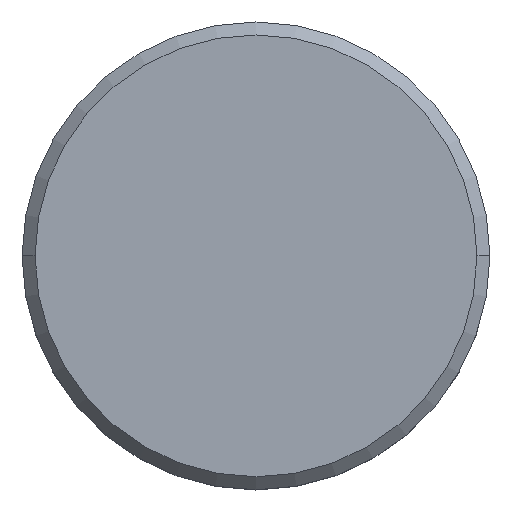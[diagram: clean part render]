
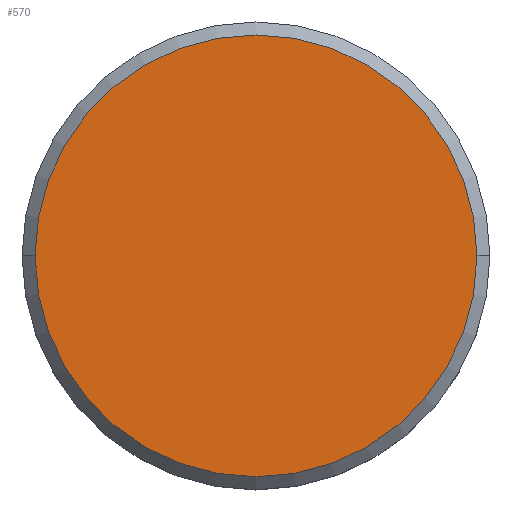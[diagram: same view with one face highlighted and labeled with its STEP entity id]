
A CAD part, top view. The second image highlights one B-rep face of the part: STEP entity #570.
In plain terms, the highlighted planar face has unit normal (0, 0, 1).
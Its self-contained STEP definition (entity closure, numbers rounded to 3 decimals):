
#54 = VERTEX_POINT ( 'NONE', #681 ) ;
#138 = CARTESIAN_POINT ( 'NONE',  ( -8.5, 0., 0. ) ) ;
#170 = DIRECTION ( 'NONE',  ( 0., 0., 1. ) ) ;
#243 = VERTEX_POINT ( 'NONE', #138 ) ;
#257 = DIRECTION ( 'NONE',  ( 1., 0., 0. ) ) ;
#316 = EDGE_LOOP ( 'NONE', ( #903, #383 ) ) ;
#331 = EDGE_CURVE ( 'NONE', #54, #243, #515, .T. ) ;
#383 = ORIENTED_EDGE ( 'NONE', *, *, #331, .T. ) ;
#389 = EDGE_CURVE ( 'NONE', #243, #54, #1026, .T. ) ;
#403 = DIRECTION ( 'NONE',  ( 1., 0., 0. ) ) ;
#420 = DIRECTION ( 'NONE',  ( 0., 0., 1. ) ) ;
#490 = CARTESIAN_POINT ( 'NONE',  ( 0., 0., 0. ) ) ;
#507 = DIRECTION ( 'NONE',  ( 0., 0., 1. ) ) ;
#515 = CIRCLE ( 'NONE', #758, 8.5 ) ;
#570 = ADVANCED_FACE ( 'NONE', ( #915 ), #675, .T. ) ;
#675 = PLANE ( 'NONE',  #774 ) ;
#681 = CARTESIAN_POINT ( 'NONE',  ( 8.5, 0., 0. ) ) ;
#737 = CARTESIAN_POINT ( 'NONE',  ( 0., 0., 0. ) ) ;
#758 = AXIS2_PLACEMENT_3D ( 'NONE', #737, #420, #403 ) ;
#774 = AXIS2_PLACEMENT_3D ( 'NONE', #996, #507, #257 ) ;
#815 = DIRECTION ( 'NONE',  ( 1., 0., 0. ) ) ;
#825 = AXIS2_PLACEMENT_3D ( 'NONE', #490, #170, #815 ) ;
#903 = ORIENTED_EDGE ( 'NONE', *, *, #389, .T. ) ;
#915 = FACE_OUTER_BOUND ( 'NONE', #316, .T. ) ;
#996 = CARTESIAN_POINT ( 'NONE',  ( 0., 0., 0. ) ) ;
#1026 = CIRCLE ( 'NONE', #825, 8.5 ) ;
